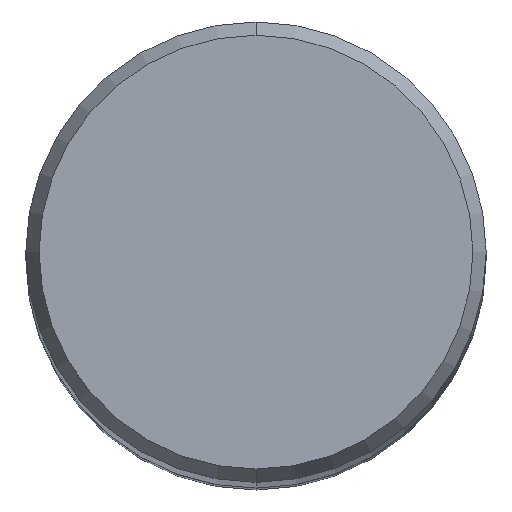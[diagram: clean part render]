
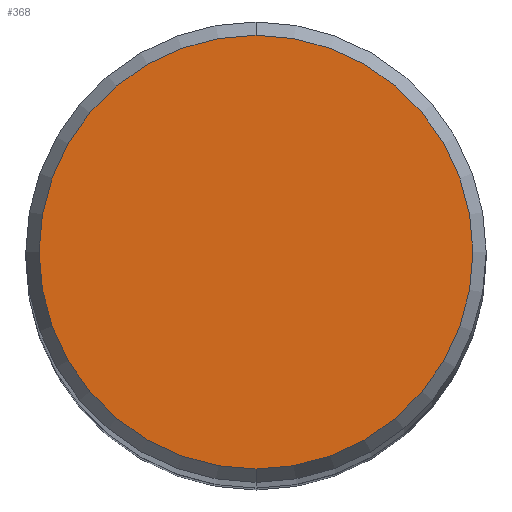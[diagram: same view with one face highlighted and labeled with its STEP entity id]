
A CAD part, top view. The second image highlights one B-rep face of the part: STEP entity #368.
In plain terms, the highlighted planar face has unit normal (0, 0, 1).
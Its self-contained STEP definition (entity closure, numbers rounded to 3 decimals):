
#216=EDGE_CURVE('',#302,#284,#548,.T.);
#218=EDGE_CURVE('',#284,#302,#550,.T.);
#284=VERTEX_POINT('',#625);
#302=VERTEX_POINT('',#646);
#368=ADVANCED_FACE('',(#722),#723,.T.);
#548=CIRCLE('',#930,3.74);
#550=CIRCLE('',#933,3.74);
#625=CARTESIAN_POINT('',(0.0,3.74,0.0));
#646=CARTESIAN_POINT('',(0.,-3.74,0.0));
#722=FACE_OUTER_BOUND('',#1209,.T.);
#723=PLANE('',#1210);
#930=AXIS2_PLACEMENT_3D('',#1569,#1570,#1571);
#933=AXIS2_PLACEMENT_3D('',#1572,#1573,#1574);
#1209=EDGE_LOOP('',(#1802,#1803));
#1210=AXIS2_PLACEMENT_3D('',#1804,#1805,#1806);
#1569=CARTESIAN_POINT('',(0.0,0.0,0.0));
#1570=DIRECTION('',(0.0,0.0,-1.0));
#1571=DIRECTION('',(0.0,1.0,0.0));
#1572=CARTESIAN_POINT('',(0.0,0.0,0.0));
#1573=DIRECTION('',(0.0,0.0,-1.0));
#1574=DIRECTION('',(0.0,1.0,0.0));
#1802=ORIENTED_EDGE('',*,*,#218,.F.);
#1803=ORIENTED_EDGE('',*,*,#216,.F.);
#1804=CARTESIAN_POINT('',(0.0,1.87,0.0));
#1805=DIRECTION('',(-0.0,0.0,1.0));
#1806=DIRECTION('',(0.0,-1.0,0.0));
